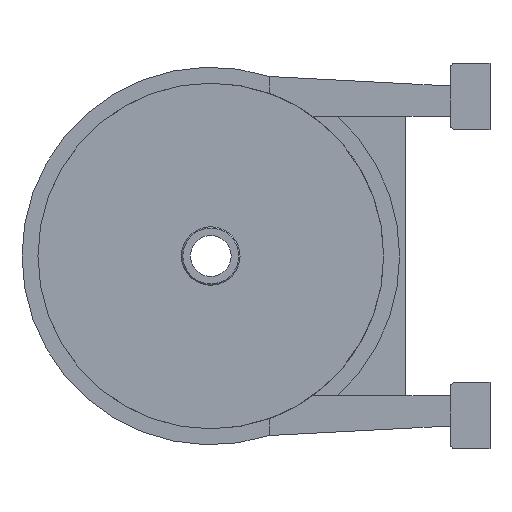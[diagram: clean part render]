
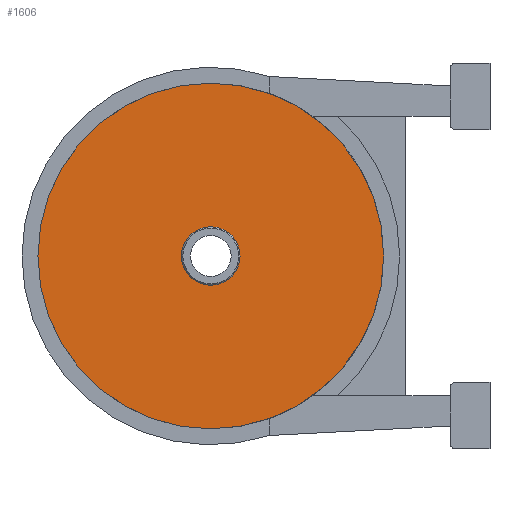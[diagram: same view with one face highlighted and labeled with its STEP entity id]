
A CAD part, left-side view. The second image highlights one B-rep face of the part: STEP entity #1606.
In plain terms, the highlighted planar face has unit normal (-1, 0, 0).
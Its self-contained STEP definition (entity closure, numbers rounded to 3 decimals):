
#30=FACE_BOUND('',#262,.T.);
#90=PLANE('',#1765);
#169=FACE_OUTER_BOUND('',#261,.T.);
#261=EDGE_LOOP('',(#1428,#1429));
#262=EDGE_LOOP('',(#1430,#1431));
#588=CIRCLE('',#1644,110.);
#589=CIRCLE('',#1645,110.);
#609=CIRCLE('',#1685,650.);
#610=CIRCLE('',#1686,650.);
#648=VERTEX_POINT('',#2235);
#649=VERTEX_POINT('',#2237);
#696=VERTEX_POINT('',#2364);
#697=VERTEX_POINT('',#2366);
#796=EDGE_CURVE('',#649,#648,#588,.T.);
#797=EDGE_CURVE('',#648,#649,#589,.T.);
#857=EDGE_CURVE('',#696,#697,#609,.T.);
#858=EDGE_CURVE('',#697,#696,#610,.T.);
#1428=ORIENTED_EDGE('',*,*,#858,.F.);
#1429=ORIENTED_EDGE('',*,*,#857,.F.);
#1430=ORIENTED_EDGE('',*,*,#796,.T.);
#1431=ORIENTED_EDGE('',*,*,#797,.T.);
#1606=ADVANCED_FACE('',(#169,#30),#90,.F.);
#1644=AXIS2_PLACEMENT_3D('',#2238,#1806,#1807);
#1645=AXIS2_PLACEMENT_3D('',#2239,#1808,#1809);
#1685=AXIS2_PLACEMENT_3D('',#2367,#1928,#1929);
#1686=AXIS2_PLACEMENT_3D('',#2368,#1930,#1931);
#1765=AXIS2_PLACEMENT_3D('',#2643,#2201,#2202);
#1806=DIRECTION('center_axis',(1.,0.,0.));
#1807=DIRECTION('ref_axis',(0.,0.,1.));
#1808=DIRECTION('center_axis',(1.,0.,0.));
#1809=DIRECTION('ref_axis',(0.,0.,1.));
#1928=DIRECTION('center_axis',(1.,0.,0.));
#1929=DIRECTION('ref_axis',(0.,1.,0.));
#1930=DIRECTION('center_axis',(1.,0.,0.));
#1931=DIRECTION('ref_axis',(0.,1.,0.));
#2201=DIRECTION('center_axis',(1.,0.,0.));
#2202=DIRECTION('ref_axis',(0.,0.,-1.));
#2235=CARTESIAN_POINT('',(0.,0.,-110.));
#2237=CARTESIAN_POINT('',(0.,0.,110.));
#2238=CARTESIAN_POINT('Origin',(0.,0.,0.));
#2239=CARTESIAN_POINT('Origin',(0.,0.,0.));
#2364=CARTESIAN_POINT('',(0.,-650.,0.));
#2366=CARTESIAN_POINT('',(0.,650.,0.));
#2367=CARTESIAN_POINT('Origin',(0.,0.,0.));
#2368=CARTESIAN_POINT('Origin',(0.,0.,0.));
#2643=CARTESIAN_POINT('Origin',(0.,0.,0.));
